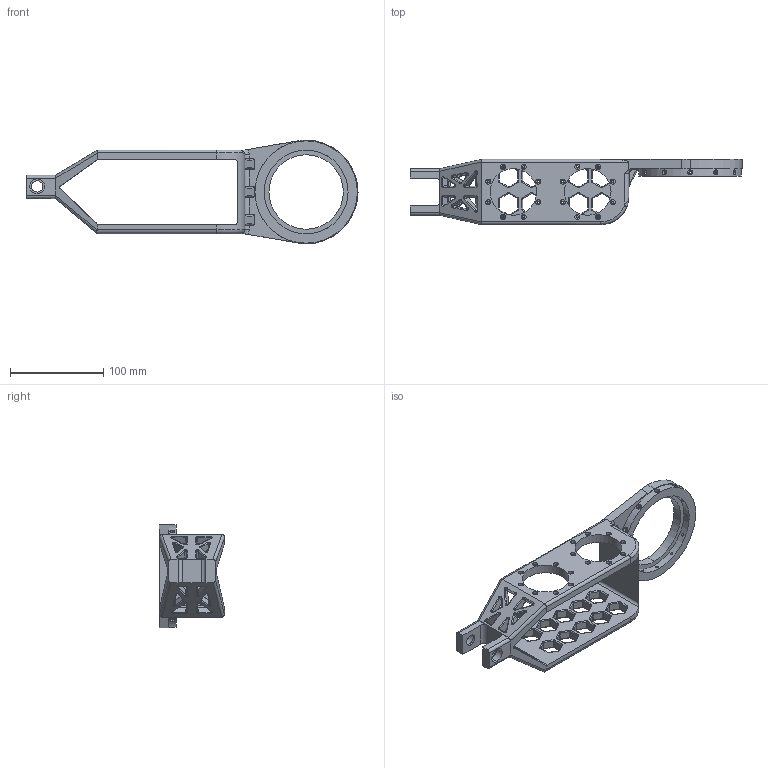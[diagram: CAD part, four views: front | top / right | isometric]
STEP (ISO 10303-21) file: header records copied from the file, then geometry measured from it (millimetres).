
FILE_DESCRIPTION (( 'STEP AP214' ), '1' );
FILE_NAME ('calf1.step', '2024-09-12T07:55:51', ( '' ), ( '' ), 'SwSTEP 2.0', 'SolidWorks 2021', '' );
FILE_SCHEMA (( 'AUTOMOTIVE_DESIGN' ));
Length unit declared in the file: millimetre
Products named in the file (1): calf1
Bounding box: 356.72 x 70 x 111.44 mm (x, y, z)
Volume: 327538.5 mm3; surface area: 101754.3 mm2
Topology: 1 solids, 1 shells, 889 faces, 2171 edges, 1305 vertices
Faces by surface type: cylinder 474, torus 188, plane 174, bspline 53
Entity records: 29016 total; most frequent: CARTESIAN_POINT 7975, DIRECTION 4643, ORIENTED_EDGE 4340, EDGE_CURVE 2170, AXIS2_PLACEMENT_3D 1887, VERTEX_POINT 1305, CIRCLE 1050, EDGE_LOOP 1023
